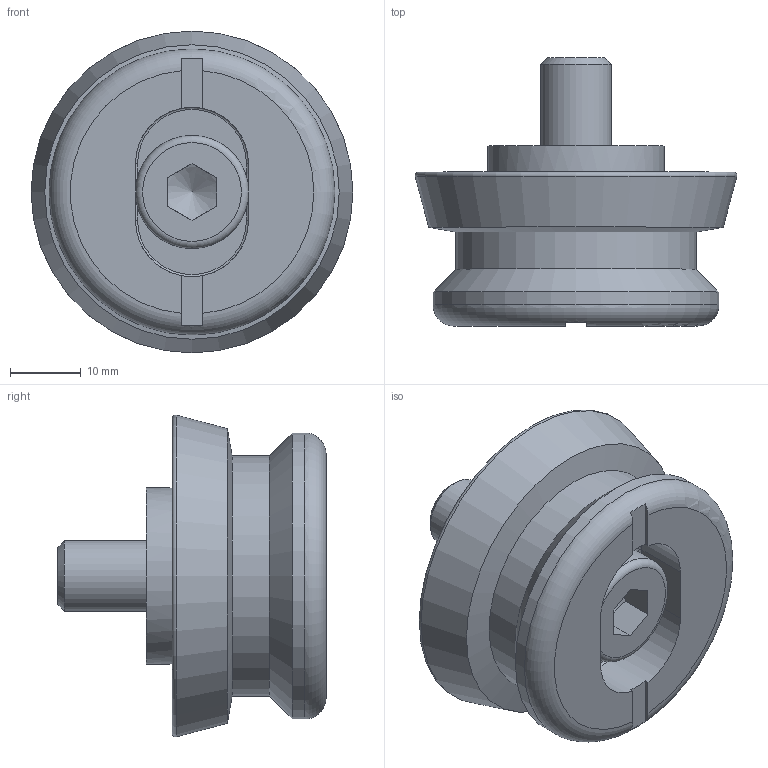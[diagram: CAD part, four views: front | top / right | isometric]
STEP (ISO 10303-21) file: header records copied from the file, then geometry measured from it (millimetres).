
FILE_DESCRIPTION(/* description */ (''),/* implementation_level */ '2;1');
FILE_NAME(/* name */ 'CEP-135-1.stp',/* time_stamp */ '2024-10-22T17:14:08+02:00',/* author */ ('Admin'),/* organization */ (''),/* preprocessor_version */ 'ST-DEVELOPER v20',/* originating_system */ 'Autodesk Inventor 2025',/* authorisation */ '');
FILE_SCHEMA (('CONFIG_CONTROL_DESIGN'));
Length unit declared in the file: millimetre
Products named in the file (1): CEP_1_STUPEN_VOLNOSTI_2016-01-00-26
Bounding box: 45.58 x 38 x 45.58 mm (x, y, z)
Volume: 26522.7 mm3; surface area: 9760.1 mm2
Topology: 1 solids, 1 shells, 69 faces, 169 edges, 106 vertices
Faces by surface type: plane 32, cylinder 22, torus 8, cone 7
Full cylindrical faces by diameter (mm): 10 x1, 10.5 x1, 11 x1, 25 x1, 34 x1, 40.5 x1
Entity records: 2274 total; most frequent: CARTESIAN_POINT 492, DIRECTION 361, ORIENTED_EDGE 340, EDGE_CURVE 170, AXIS2_PLACEMENT_3D 144, VERTEX_POINT 106, EDGE_LOOP 74, CIRCLE 74
